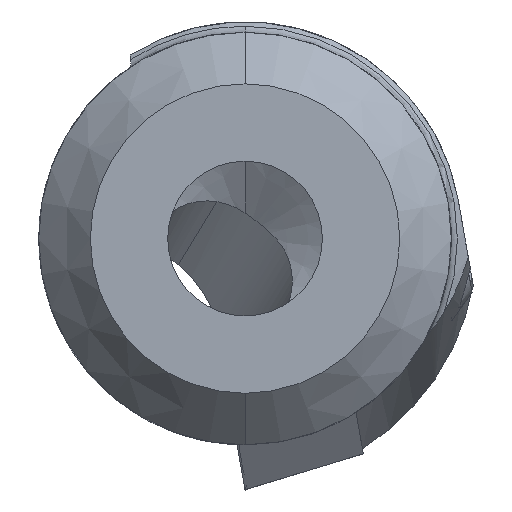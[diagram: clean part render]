
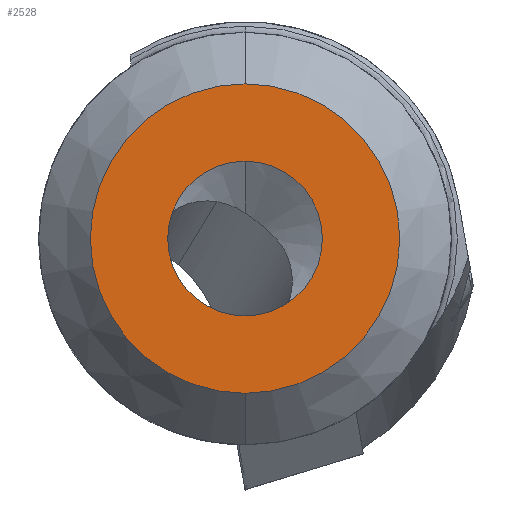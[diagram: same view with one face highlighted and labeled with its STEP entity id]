
A CAD part, left-side view. The second image highlights one B-rep face of the part: STEP entity #2528.
In plain terms, the highlighted planar face has unit normal (-1, 0, 0).
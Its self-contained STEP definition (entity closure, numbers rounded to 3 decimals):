
#242 = FACE_BOUND ( 'NONE', #453, .T. ) ;
#249 = FACE_OUTER_BOUND ( 'NONE', #460, .T. ) ;
#420 = ORIENTED_EDGE ( 'NONE', *, *, #1559, .F. ) ;
#421 = ORIENTED_EDGE ( 'NONE', *, *, #1553, .F. ) ;
#422 = ORIENTED_EDGE ( 'NONE', *, *, #1565, .T. ) ;
#423 = ORIENTED_EDGE ( 'NONE', *, *, #4840, .T. ) ;
#453 = EDGE_LOOP ( 'NONE', ( #420, #421 ) ) ;
#460 = EDGE_LOOP ( 'NONE', ( #422, #423 ) ) ;
#969 = CARTESIAN_POINT ( 'NONE',  ( -103., 0., -1.5 ) ) ;
#1320 = CARTESIAN_POINT ( 'NONE',  ( -103., 0., 0. ) ) ;
#1321 = DIRECTION ( 'NONE',  ( -1., 0., 0. ) ) ;
#1322 = DIRECTION ( 'NONE',  ( 0., 0., 1. ) ) ;
#1553 = EDGE_CURVE ( 'NONE', #1898, #1916, #5075, .T. ) ;
#1559 = EDGE_CURVE ( 'NONE', #1916, #1898, #5085, .T. ) ;
#1565 = EDGE_CURVE ( 'NONE', #1933, #1909, #5084, .T. ) ;
#1615 = CARTESIAN_POINT ( 'NONE',  ( -103., 0., 3. ) ) ;
#1622 = CARTESIAN_POINT ( 'NONE',  ( -103., 0., 1.5 ) ) ;
#1639 = CARTESIAN_POINT ( 'NONE',  ( -103., 0., -3. ) ) ;
#1898 = VERTEX_POINT ( 'NONE', #969 ) ;
#1909 = VERTEX_POINT ( 'NONE', #1615 ) ;
#1916 = VERTEX_POINT ( 'NONE', #1622 ) ;
#1933 = VERTEX_POINT ( 'NONE', #1639 ) ;
#2528 = ADVANCED_FACE ( 'NONE', ( #242, #249 ), #3238, .F. ) ;
#3045 = AXIS2_PLACEMENT_3D ( 'NONE', #1320, #1321, #1322 ) ;
#3235 = CARTESIAN_POINT ( 'NONE',  ( -103., 1.5, 0. ) ) ;
#3238 = PLANE ( 'NONE',  #3307 ) ;
#3240 = DIRECTION ( 'NONE',  ( 1., 0., 0. ) ) ;
#3241 = DIRECTION ( 'NONE',  ( 0., 0., -1. ) ) ;
#3307 = AXIS2_PLACEMENT_3D ( 'NONE', #3235, #3240, #3241 ) ;
#4086 = AXIS2_PLACEMENT_3D ( 'NONE', #4757, #4758, #4759 ) ;
#4089 = AXIS2_PLACEMENT_3D ( 'NONE', #4771, #4772, #4773 ) ;
#4093 = AXIS2_PLACEMENT_3D ( 'NONE', #4788, #4789, #4790 ) ;
#4574 = CIRCLE ( 'NONE', #3045, 3. ) ;
#4757 = CARTESIAN_POINT ( 'NONE',  ( -103., 0., 0. ) ) ;
#4758 = DIRECTION ( 'NONE',  ( -1., 0., 0. ) ) ;
#4759 = DIRECTION ( 'NONE',  ( 0., 0., 1. ) ) ;
#4771 = CARTESIAN_POINT ( 'NONE',  ( -103., 0., 0. ) ) ;
#4772 = DIRECTION ( 'NONE',  ( -1., 0., 0. ) ) ;
#4773 = DIRECTION ( 'NONE',  ( 0., 0., 1. ) ) ;
#4788 = CARTESIAN_POINT ( 'NONE',  ( -103., 0., 0. ) ) ;
#4789 = DIRECTION ( 'NONE',  ( -1., 0., 0. ) ) ;
#4790 = DIRECTION ( 'NONE',  ( 0., 0., 1. ) ) ;
#4840 = EDGE_CURVE ( 'NONE', #1909, #1933, #4574, .T. ) ;
#5075 = CIRCLE ( 'NONE', #4086, 1.5 ) ;
#5084 = CIRCLE ( 'NONE', #4093, 3. ) ;
#5085 = CIRCLE ( 'NONE', #4089, 1.5 ) ;
